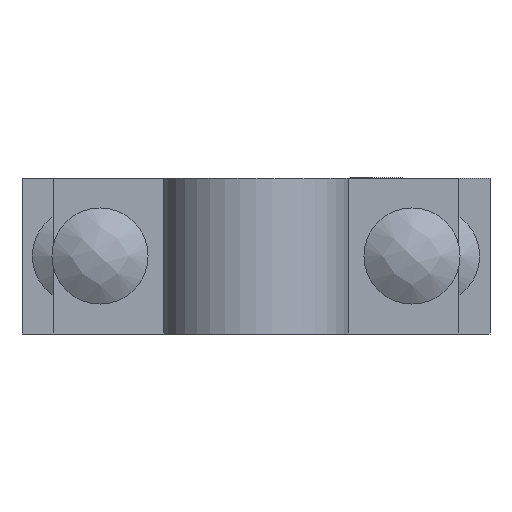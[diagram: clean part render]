
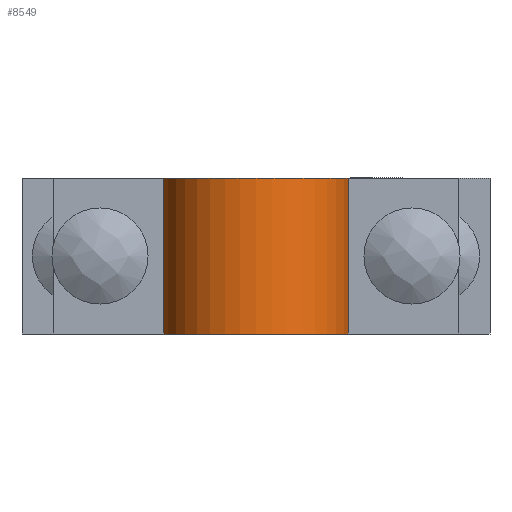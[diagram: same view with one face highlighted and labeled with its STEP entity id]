
A CAD part, front view. The second image highlights one B-rep face of the part: STEP entity #8549.
In plain terms, the highlighted cylindrical face has radius 24.2 mm (diameter 48.4 mm), a partial arc.
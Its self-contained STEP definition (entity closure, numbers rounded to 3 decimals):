
#25 = LINE ( 'NONE', #5295, #5256 ) ;
#57 = CYLINDRICAL_SURFACE ( 'NONE', #4220, 24.2 ) ;
#933 = VERTEX_POINT ( 'NONE', #5434 ) ;
#990 = ORIENTED_EDGE ( 'NONE', *, *, #3390, .F. ) ;
#1079 = ORIENTED_EDGE ( 'NONE', *, *, #2183, .T. ) ;
#1157 = DIRECTION ( 'NONE',  ( 0., 0., -1. ) ) ;
#1220 = CARTESIAN_POINT ( 'NONE',  ( 136.648, -160., 0. ) ) ;
#1520 = ORIENTED_EDGE ( 'NONE', *, *, #7263, .T. ) ;
#1532 = DIRECTION ( 'NONE',  ( 1., 0., 0. ) ) ;
#2075 = FACE_OUTER_BOUND ( 'NONE', #2320, .T. ) ;
#2183 = EDGE_CURVE ( 'NONE', #6764, #6200, #7498, .T. ) ;
#2320 = EDGE_LOOP ( 'NONE', ( #1079, #990, #1520, #6283 ) ) ;
#2370 = LINE ( 'NONE', #6276, #4657 ) ;
#2404 = EDGE_CURVE ( 'NONE', #6764, #7797, #25, .T. ) ;
#2626 = CARTESIAN_POINT ( 'NONE',  ( 89.352, -160., 40. ) ) ;
#3390 = EDGE_CURVE ( 'NONE', #933, #6200, #2370, .T. ) ;
#3391 = CARTESIAN_POINT ( 'NONE',  ( 89.352, -160., 0. ) ) ;
#3649 = DIRECTION ( 'NONE',  ( 0., 0., 1. ) ) ;
#3764 = DIRECTION ( 'NONE',  ( 0., 0., -1. ) ) ;
#4113 = AXIS2_PLACEMENT_3D ( 'NONE', #5134, #3649, #1532 ) ;
#4220 = AXIS2_PLACEMENT_3D ( 'NONE', #4703, #6831, #4652 ) ;
#4652 = DIRECTION ( 'NONE',  ( 1., 0., 0. ) ) ;
#4657 = VECTOR ( 'NONE', #1157, 1000. ) ;
#4703 = CARTESIAN_POINT ( 'NONE',  ( 113., -154.86, 40. ) ) ;
#5134 = CARTESIAN_POINT ( 'NONE',  ( 113., -154.86, 0. ) ) ;
#5256 = VECTOR ( 'NONE', #8918, 1000. ) ;
#5295 = CARTESIAN_POINT ( 'NONE',  ( 89.352, -160., 0. ) ) ;
#5434 = CARTESIAN_POINT ( 'NONE',  ( 136.648, -160., 40. ) ) ;
#6134 = AXIS2_PLACEMENT_3D ( 'NONE', #8151, #3764, #6709 ) ;
#6200 = VERTEX_POINT ( 'NONE', #1220 ) ;
#6276 = CARTESIAN_POINT ( 'NONE',  ( 136.648, -160., 40. ) ) ;
#6283 = ORIENTED_EDGE ( 'NONE', *, *, #2404, .F. ) ;
#6709 = DIRECTION ( 'NONE',  ( 1., 0., 0. ) ) ;
#6764 = VERTEX_POINT ( 'NONE', #3391 ) ;
#6831 = DIRECTION ( 'NONE',  ( 0., 0., 1. ) ) ;
#7263 = EDGE_CURVE ( 'NONE', #933, #7797, #8420, .T. ) ;
#7498 = CIRCLE ( 'NONE', #4113, 24.2 ) ;
#7797 = VERTEX_POINT ( 'NONE', #2626 ) ;
#8151 = CARTESIAN_POINT ( 'NONE',  ( 113., -154.86, 40. ) ) ;
#8420 = CIRCLE ( 'NONE', #6134, 24.2 ) ;
#8549 = ADVANCED_FACE ( 'NONE', ( #2075 ), #57, .T. ) ;
#8918 = DIRECTION ( 'NONE',  ( 0., 0., 1. ) ) ;
